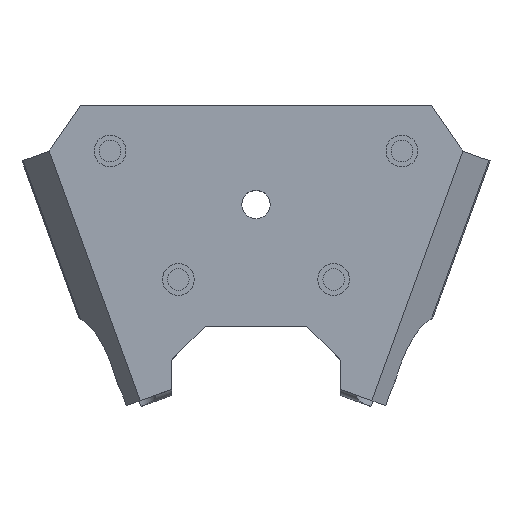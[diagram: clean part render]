
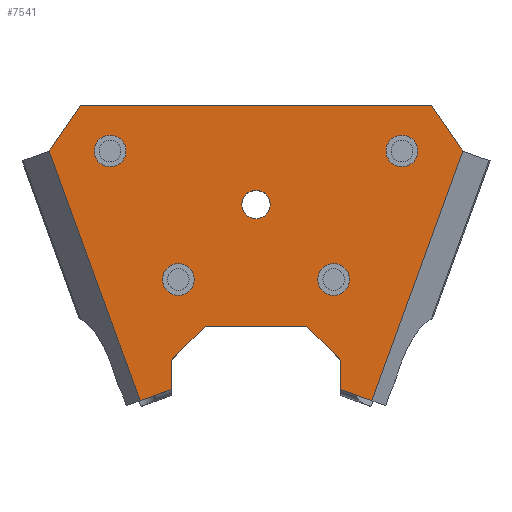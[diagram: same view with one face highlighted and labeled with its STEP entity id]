
A CAD part, top view. The second image highlights one B-rep face of the part: STEP entity #7541.
In plain terms, the highlighted planar face has unit normal (0, 0, 1).
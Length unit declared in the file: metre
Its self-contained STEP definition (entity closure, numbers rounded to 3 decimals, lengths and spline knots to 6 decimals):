
#190=PLANE('',#8202);
#722=LINE('',#11189,#1325);
#911=LINE('',#12013,#1514);
#924=LINE('',#12085,#1527);
#930=LINE('',#12119,#1533);
#935=LINE('',#12127,#1538);
#1044=LINE('',#12462,#1647);
#1056=LINE('',#12496,#1659);
#1088=LINE('',#12600,#1691);
#1089=LINE('',#12602,#1692);
#1090=LINE('',#12604,#1693);
#1091=LINE('',#12606,#1694);
#1092=LINE('',#12608,#1695);
#1325=VECTOR('',#8913,1.);
#1514=VECTOR('',#9350,1.);
#1527=VECTOR('',#9371,1.);
#1533=VECTOR('',#9397,1.);
#1538=VECTOR('',#9404,1.);
#1647=VECTOR('',#9705,1.);
#1659=VECTOR('',#9743,1.);
#1691=VECTOR('',#9851,1.);
#1692=VECTOR('',#9852,1.);
#1693=VECTOR('',#9853,1.);
#1694=VECTOR('',#9854,1.);
#1695=VECTOR('',#9855,1.);
#3165=ORIENTED_EDGE('',*,*,#4319,.F.);
#3166=ORIENTED_EDGE('',*,*,#4716,.F.);
#3167=ORIENTED_EDGE('',*,*,#4947,.T.);
#3168=ORIENTED_EDGE('',*,*,#4743,.T.);
#3169=ORIENTED_EDGE('',*,*,#4773,.F.);
#3170=ORIENTED_EDGE('',*,*,#4429,.F.);
#3171=ORIENTED_EDGE('',*,*,#4778,.F.);
#3172=ORIENTED_EDGE('',*,*,#4762,.T.);
#3173=ORIENTED_EDGE('',*,*,#4930,.F.);
#3174=ORIENTED_EDGE('',*,*,#4994,.T.);
#3175=ORIENTED_EDGE('',*,*,#4995,.T.);
#3176=ORIENTED_EDGE('',*,*,#4996,.T.);
#3177=ORIENTED_EDGE('',*,*,#4997,.F.);
#3178=ORIENTED_EDGE('',*,*,#4998,.F.);
#3179=ORIENTED_EDGE('',*,*,#4999,.F.);
#3180=ORIENTED_EDGE('',*,*,#4213,.F.);
#3181=ORIENTED_EDGE('',*,*,#5000,.F.);
#3182=ORIENTED_EDGE('',*,*,#4209,.F.);
#3183=ORIENTED_EDGE('',*,*,#5001,.F.);
#3184=ORIENTED_EDGE('',*,*,#4205,.F.);
#3185=ORIENTED_EDGE('',*,*,#5002,.F.);
#3186=ORIENTED_EDGE('',*,*,#4201,.F.);
#4201=EDGE_CURVE('',#5367,#5368,#6097,.T.);
#4205=EDGE_CURVE('',#5371,#5372,#6099,.T.);
#4209=EDGE_CURVE('',#5375,#5376,#6101,.T.);
#4213=EDGE_CURVE('',#5379,#5380,#6103,.T.);
#4319=EDGE_CURVE('',#5479,#5480,#6129,.T.);
#4429=EDGE_CURVE('',#5573,#5574,#722,.T.);
#4716=EDGE_CURVE('',#5480,#5479,#6209,.T.);
#4743=EDGE_CURVE('',#5805,#5804,#911,.T.);
#4762=EDGE_CURVE('',#5811,#5817,#924,.T.);
#4773=EDGE_CURVE('',#5574,#5804,#930,.T.);
#4778=EDGE_CURVE('',#5811,#5573,#935,.T.);
#4930=EDGE_CURVE('',#5904,#5817,#1044,.T.);
#4947=EDGE_CURVE('',#5913,#5805,#1056,.T.);
#4994=EDGE_CURVE('',#5904,#5931,#1088,.T.);
#4995=EDGE_CURVE('',#5931,#5932,#1089,.T.);
#4996=EDGE_CURVE('',#5932,#5933,#1090,.T.);
#4997=EDGE_CURVE('',#5934,#5933,#1091,.T.);
#4998=EDGE_CURVE('',#5913,#5934,#1092,.T.);
#4999=EDGE_CURVE('',#5380,#5379,#6267,.T.);
#5000=EDGE_CURVE('',#5376,#5375,#6268,.T.);
#5001=EDGE_CURVE('',#5372,#5371,#6269,.T.);
#5002=EDGE_CURVE('',#5368,#5367,#6270,.T.);
#5367=VERTEX_POINT('',#10604);
#5368=VERTEX_POINT('',#10606);
#5371=VERTEX_POINT('',#10613);
#5372=VERTEX_POINT('',#10615);
#5375=VERTEX_POINT('',#10622);
#5376=VERTEX_POINT('',#10624);
#5379=VERTEX_POINT('',#10631);
#5380=VERTEX_POINT('',#10633);
#5479=VERTEX_POINT('',#10946);
#5480=VERTEX_POINT('',#10947);
#5573=VERTEX_POINT('',#11188);
#5574=VERTEX_POINT('',#11190);
#5804=VERTEX_POINT('',#12012);
#5805=VERTEX_POINT('',#12014);
#5811=VERTEX_POINT('',#12066);
#5817=VERTEX_POINT('',#12084);
#5904=VERTEX_POINT('',#12463);
#5913=VERTEX_POINT('',#12497);
#5931=VERTEX_POINT('',#12601);
#5932=VERTEX_POINT('',#12603);
#5933=VERTEX_POINT('',#12605);
#5934=VERTEX_POINT('',#12607);
#6097=CIRCLE('',#7791,0.00235);
#6099=CIRCLE('',#7794,0.00235);
#6101=CIRCLE('',#7797,0.00235);
#6103=CIRCLE('',#7800,0.00235);
#6129=CIRCLE('',#7868,0.0021);
#6209=CIRCLE('',#8014,0.0021);
#6267=CIRCLE('',#8203,0.00235);
#6268=CIRCLE('',#8204,0.00235);
#6269=CIRCLE('',#8205,0.00235);
#6270=CIRCLE('',#8206,0.00235);
#6553=EDGE_LOOP('',(#3165,#3166));
#6554=EDGE_LOOP('',(#3167,#3168,#3169,#3170,#3171,#3172,#3173,#3174,#3175,
#3176,#3177,#3178));
#6555=EDGE_LOOP('',(#3179,#3180));
#6556=EDGE_LOOP('',(#3181,#3182));
#6557=EDGE_LOOP('',(#3183,#3184));
#6558=EDGE_LOOP('',(#3185,#3186));
#6986=FACE_BOUND('',#6553,.T.);
#6987=FACE_BOUND('',#6554,.T.);
#6988=FACE_BOUND('',#6555,.T.);
#6989=FACE_BOUND('',#6556,.T.);
#6990=FACE_BOUND('',#6557,.T.);
#6991=FACE_BOUND('',#6558,.T.);
#7541=ADVANCED_FACE('',(#6986,#6987,#6988,#6989,#6990,#6991),#190,.T.);
#7791=AXIS2_PLACEMENT_3D('',#10605,#8546,#8547);
#7794=AXIS2_PLACEMENT_3D('',#10614,#8554,#8555);
#7797=AXIS2_PLACEMENT_3D('',#10623,#8562,#8563);
#7800=AXIS2_PLACEMENT_3D('',#10632,#8570,#8571);
#7868=AXIS2_PLACEMENT_3D('',#10945,#8746,#8747);
#8014=AXIS2_PLACEMENT_3D('',#11936,#9288,#9289);
#8202=AXIS2_PLACEMENT_3D('',#12599,#9849,#9850);
#8203=AXIS2_PLACEMENT_3D('',#12609,#9856,#9857);
#8204=AXIS2_PLACEMENT_3D('',#12610,#9858,#9859);
#8205=AXIS2_PLACEMENT_3D('',#12611,#9860,#9861);
#8206=AXIS2_PLACEMENT_3D('',#12612,#9862,#9863);
#8546=DIRECTION('',(0.,0.,1.));
#8547=DIRECTION('',(1.,0.,0.));
#8554=DIRECTION('',(0.,0.,1.));
#8555=DIRECTION('',(1.,0.,0.));
#8562=DIRECTION('',(0.,0.,1.));
#8563=DIRECTION('',(1.,0.,0.));
#8570=DIRECTION('',(0.,0.,1.));
#8571=DIRECTION('',(1.,0.,0.));
#8746=DIRECTION('',(0.,0.,1.));
#8747=DIRECTION('',(1.,0.,0.));
#8913=DIRECTION('',(1.,0.,0.));
#9288=DIRECTION('',(0.,0.,1.));
#9289=DIRECTION('',(1.,0.,0.));
#9350=DIRECTION('',(0.342,0.94,0.));
#9371=DIRECTION('',(0.342,-0.94,0.));
#9397=DIRECTION('',(0.567,-0.824,0.));
#9404=DIRECTION('',(0.568,0.823,0.));
#9705=DIRECTION('',(-0.94,-0.342,0.));
#9743=DIRECTION('',(0.94,-0.342,0.));
#9849=DIRECTION('',(0.,0.,1.));
#9850=DIRECTION('',(1.,0.,0.));
#9851=DIRECTION('',(0.,1.,0.));
#9852=DIRECTION('',(0.707,0.707,0.));
#9853=DIRECTION('',(1.,0.,0.));
#9854=DIRECTION('',(-0.707,0.707,0.));
#9855=DIRECTION('',(0.,1.,0.));
#9856=DIRECTION('',(0.,0.,1.));
#9857=DIRECTION('',(1.,0.,0.));
#9858=DIRECTION('',(0.,0.,1.));
#9859=DIRECTION('',(1.,0.,0.));
#9860=DIRECTION('',(0.,0.,1.));
#9861=DIRECTION('',(1.,0.,0.));
#9862=DIRECTION('',(0.,0.,1.));
#9863=DIRECTION('',(1.,0.,0.));
#10604=CARTESIAN_POINT('',(0.302758,0.157233,0.144738));
#10605=CARTESIAN_POINT('',(0.305108,0.157233,0.144738));
#10606=CARTESIAN_POINT('',(0.307458,0.157233,0.144738));
#10613=CARTESIAN_POINT('',(0.312854,0.138233,0.144738));
#10614=CARTESIAN_POINT('',(0.315204,0.138233,0.144738));
#10615=CARTESIAN_POINT('',(0.317554,0.138233,0.144738));
#10622=CARTESIAN_POINT('',(0.335841,0.138233,0.144738));
#10623=CARTESIAN_POINT('',(0.338191,0.138233,0.144738));
#10624=CARTESIAN_POINT('',(0.340541,0.138233,0.144738));
#10631=CARTESIAN_POINT('',(0.345936,0.157233,0.144738));
#10632=CARTESIAN_POINT('',(0.348286,0.157233,0.144738));
#10633=CARTESIAN_POINT('',(0.350636,0.157233,0.144738));
#10945=CARTESIAN_POINT('',(0.326697,0.149311,0.144738));
#10946=CARTESIAN_POINT('',(0.324597,0.149311,0.144738));
#10947=CARTESIAN_POINT('',(0.328797,0.149311,0.144738));
#11188=CARTESIAN_POINT('',(0.300755,0.163965,0.144738));
#11189=CARTESIAN_POINT('',(0.57781,0.163965,0.144738));
#11190=CARTESIAN_POINT('',(0.35265,0.163965,0.144738));
#11936=CARTESIAN_POINT('',(0.326697,0.149311,0.144738));
#12012=CARTESIAN_POINT('',(0.357286,0.157233,0.144738));
#12013=CARTESIAN_POINT('',(0.381096,0.222648,0.144738));
#12014=CARTESIAN_POINT('',(0.343839,0.120288,0.144738));
#12066=CARTESIAN_POINT('',(0.296108,0.157233,0.144738));
#12084=CARTESIAN_POINT('',(0.309555,0.120288,0.144738));
#12085=CARTESIAN_POINT('',(0.331048,0.061236,0.144738));
#12119=CARTESIAN_POINT('',(0.353247,0.163099,0.144738));
#12127=CARTESIAN_POINT('',(0.300158,0.163099,0.144738));
#12462=CARTESIAN_POINT('',(0.313173,0.121605,0.144738));
#12463=CARTESIAN_POINT('',(0.314197,0.121978,0.144738));
#12496=CARTESIAN_POINT('',(0.289816,0.139951,0.144738));
#12497=CARTESIAN_POINT('',(0.339197,0.121978,0.144738));
#12599=CARTESIAN_POINT('',(0.57781,0.15105,0.144738));
#12600=CARTESIAN_POINT('',(0.314197,0.126201,0.144738));
#12601=CARTESIAN_POINT('',(0.314197,0.126311,0.144738));
#12602=CARTESIAN_POINT('',(0.340269,0.152383,0.144738));
#12603=CARTESIAN_POINT('',(0.319197,0.131311,0.144738));
#12604=CARTESIAN_POINT('',(0.326697,0.131311,0.144738));
#12605=CARTESIAN_POINT('',(0.334197,0.131311,0.144738));
#12606=CARTESIAN_POINT('',(0.328125,0.137383,0.144738));
#12607=CARTESIAN_POINT('',(0.339197,0.126311,0.144738));
#12608=CARTESIAN_POINT('',(0.339197,0.126201,0.144738));
#12609=CARTESIAN_POINT('',(0.348286,0.157233,0.144738));
#12610=CARTESIAN_POINT('',(0.338191,0.138233,0.144738));
#12611=CARTESIAN_POINT('',(0.315204,0.138233,0.144738));
#12612=CARTESIAN_POINT('',(0.305108,0.157233,0.144738));
